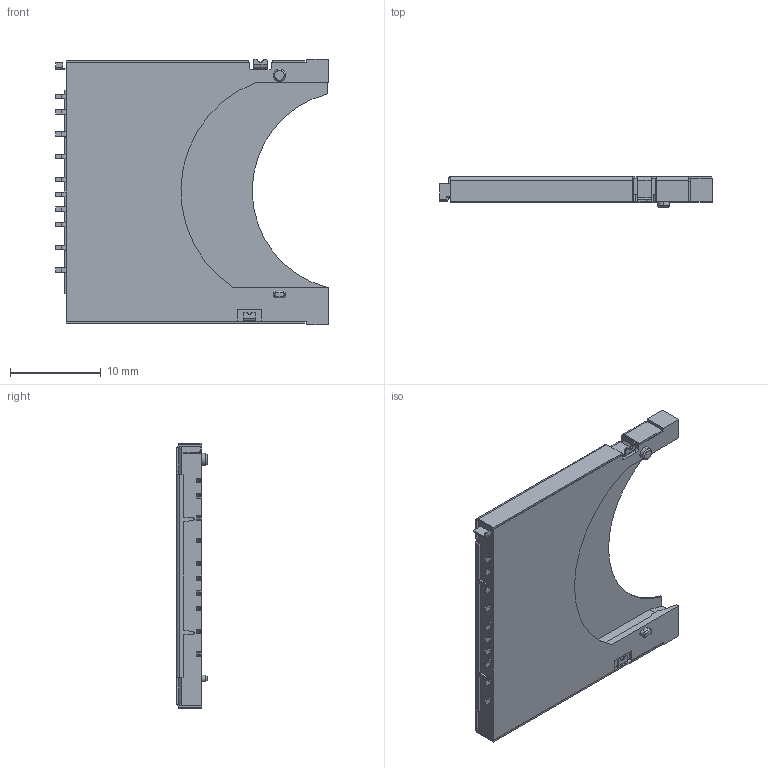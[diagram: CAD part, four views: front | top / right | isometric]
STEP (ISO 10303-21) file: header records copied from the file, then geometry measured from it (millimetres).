
FILE_DESCRIPTION (( 'STEP AP214' ), '1' );
FILE_NAME ('GSD09002SEU.STEP', '2022-07-19T08:37:52', ( '' ), ( '' ), 'SwSTEP 2.0', 'SolidWorks 2017', '' );
FILE_SCHEMA (( 'AUTOMOTIVE_DESIGN' ));
Length unit declared in the file: millimetre
Products named in the file (1): GSD09002SEU
Bounding box: 30.06 x 3.35 x 29.2 mm (x, y, z)
Volume: 685.5 mm3; surface area: 3124.9 mm2
Topology: 14 solids, 14 shells, 297 faces, 781 edges, 514 vertices
Faces by surface type: plane 200, cylinder 92, cone 5
Entity records: 9305 total; most frequent: CARTESIAN_POINT 1635, ORIENTED_EDGE 1562, DIRECTION 1560, EDGE_CURVE 781, VECTOR 586, LINE 586, VERTEX_POINT 514, AXIS2_PLACEMENT_3D 487
